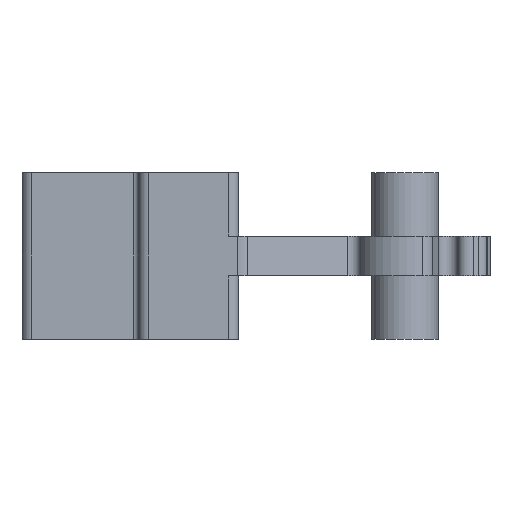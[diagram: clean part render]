
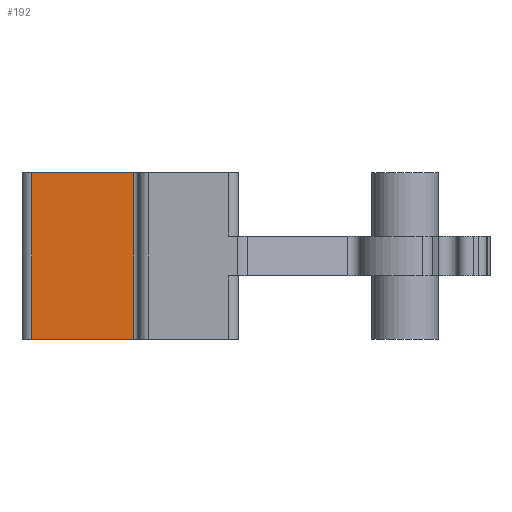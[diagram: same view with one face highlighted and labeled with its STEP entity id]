
A CAD part, left-side view. The second image highlights one B-rep face of the part: STEP entity #192.
In plain terms, the highlighted planar face has unit normal (-1, 0, 0).
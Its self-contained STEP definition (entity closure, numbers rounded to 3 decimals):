
#192=ADVANCED_FACE('',(#501),#365,.T.);
#365=PLANE('',#3723);
#501=FACE_OUTER_BOUND('',#674,.T.);
#674=EDGE_LOOP('',(#1242,#1243,#1244,#1245));
#1242=ORIENTED_EDGE('',*,*,#2438,.F.);
#1243=ORIENTED_EDGE('',*,*,#2520,.T.);
#1244=ORIENTED_EDGE('',*,*,#2346,.T.);
#1245=ORIENTED_EDGE('',*,*,#2521,.T.);
#2000=VERTEX_POINT('',#4995);
#2001=VERTEX_POINT('',#4997);
#2077=VERTEX_POINT('',#5179);
#2078=VERTEX_POINT('',#5181);
#2346=EDGE_CURVE('',#2001,#2000,#2851,.T.);
#2438=EDGE_CURVE('',#2077,#2078,#2931,.T.);
#2520=EDGE_CURVE('',#2077,#2001,#3000,.T.);
#2521=EDGE_CURVE('',#2000,#2078,#3001,.T.);
#2851=LINE('',#4996,#3270);
#2931=LINE('',#5180,#3350);
#3000=LINE('',#5342,#3419);
#3001=LINE('',#5344,#3420);
#3270=VECTOR('',#3988,1.);
#3350=VECTOR('',#4122,1.);
#3419=VECTOR('',#4257,1.);
#3420=VECTOR('',#4260,1.);
#3723=AXIS2_PLACEMENT_3D('',#5345,#4261,#4262);
#3988=DIRECTION('',(0.,-1.,0.));
#4122=DIRECTION('',(0.,-1.,0.));
#4257=DIRECTION('',(0.,0.,-1.));
#4260=DIRECTION('',(0.,0.,1.));
#4261=DIRECTION('',(-1.,0.,0.));
#4262=DIRECTION('',(0.,0.,1.));
#4995=CARTESIAN_POINT('',(11.2,8.15,-2.5));
#4996=CARTESIAN_POINT('',(11.2,11.2,-2.5));
#4997=CARTESIAN_POINT('',(11.2,11.2,-2.5));
#5179=CARTESIAN_POINT('',(11.2,11.2,2.5));
#5180=CARTESIAN_POINT('',(11.2,11.2,2.5));
#5181=CARTESIAN_POINT('',(11.2,8.15,2.5));
#5342=CARTESIAN_POINT('',(11.2,11.2,2.5));
#5344=CARTESIAN_POINT('',(11.2,8.15,-2.5));
#5345=CARTESIAN_POINT('',(11.2,11.5,-2.5));
